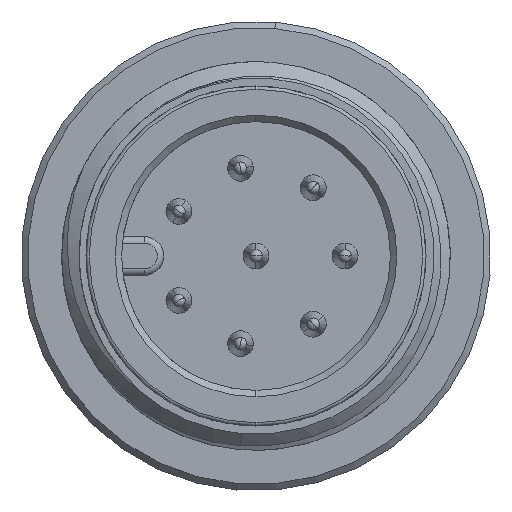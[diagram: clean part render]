
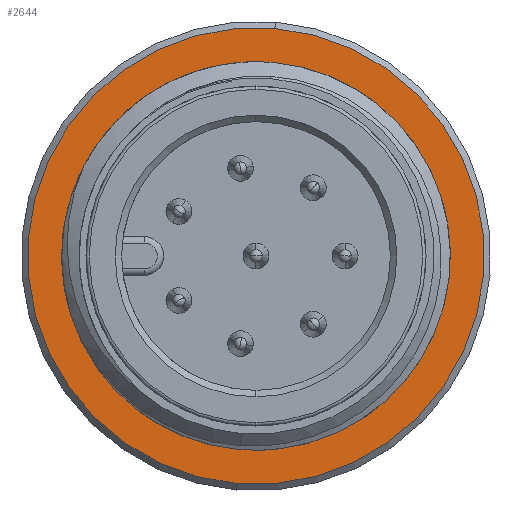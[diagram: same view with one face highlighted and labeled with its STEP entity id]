
A CAD part, left-side view. The second image highlights one B-rep face of the part: STEP entity #2644.
In plain terms, the highlighted planar face has unit normal (-1, 0, 0).
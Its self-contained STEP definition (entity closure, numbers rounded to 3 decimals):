
#193 = VERTEX_POINT ( 'NONE', #2688 ) ;
#372 = FACE_BOUND ( 'NONE', #3390, .T. ) ;
#431 = ORIENTED_EDGE ( 'NONE', *, *, #4706, .F. ) ;
#508 = EDGE_CURVE ( 'NONE', #5599, #4070, #2251, .T. ) ;
#1253 = DIRECTION ( 'NONE',  ( 0., 0., 1. ) ) ;
#1529 = EDGE_CURVE ( 'NONE', #4070, #5599, #5413, .T. ) ;
#1717 = AXIS2_PLACEMENT_3D ( 'NONE', #4801, #3056, #4392 ) ;
#1786 = EDGE_CURVE ( 'NONE', #193, #4265, #2175, .T. ) ;
#1870 = AXIS2_PLACEMENT_3D ( 'NONE', #2435, #4122, #5028 ) ;
#2175 = CIRCLE ( 'NONE', #4004, 6. ) ;
#2251 = CIRCLE ( 'NONE', #1717, 7.05 ) ;
#2375 = DIRECTION ( 'NONE',  ( 0., 0., -1. ) ) ;
#2435 = CARTESIAN_POINT ( 'NONE',  ( 7.4, 0., 0. ) ) ;
#2628 = CARTESIAN_POINT ( 'NONE',  ( 7.4, 0., -6. ) ) ;
#2644 = ADVANCED_FACE ( 'NONE', ( #3354, #372 ), #3728, .F. ) ;
#2647 = DIRECTION ( 'NONE',  ( -1., 0., 0. ) ) ;
#2688 = CARTESIAN_POINT ( 'NONE',  ( 7.4, 0., 6. ) ) ;
#2825 = DIRECTION ( 'NONE',  ( 1., 0., 0. ) ) ;
#3047 = CARTESIAN_POINT ( 'NONE',  ( 7.4, 0., 0. ) ) ;
#3056 = DIRECTION ( 'NONE',  ( -1., 0., 0. ) ) ;
#3179 = ORIENTED_EDGE ( 'NONE', *, *, #1529, .T. ) ;
#3257 = ORIENTED_EDGE ( 'NONE', *, *, #508, .T. ) ;
#3354 = FACE_OUTER_BOUND ( 'NONE', #4868, .T. ) ;
#3390 = EDGE_LOOP ( 'NONE', ( #5407, #431 ) ) ;
#3419 = CARTESIAN_POINT ( 'NONE',  ( 7.4, 0., -7.05 ) ) ;
#3526 = CARTESIAN_POINT ( 'NONE',  ( 7.4, 0., 7.05 ) ) ;
#3691 = CARTESIAN_POINT ( 'NONE',  ( 7.4, 6., 0. ) ) ;
#3728 = PLANE ( 'NONE',  #5333 ) ;
#3742 = DIRECTION ( 'NONE',  ( -1., 0., 0. ) ) ;
#3760 = CIRCLE ( 'NONE', #1870, 6. ) ;
#4004 = AXIS2_PLACEMENT_3D ( 'NONE', #3047, #2647, #1253 ) ;
#4070 = VERTEX_POINT ( 'NONE', #3419 ) ;
#4122 = DIRECTION ( 'NONE',  ( -1., 0., 0. ) ) ;
#4265 = VERTEX_POINT ( 'NONE', #2628 ) ;
#4392 = DIRECTION ( 'NONE',  ( 0., 0., -1. ) ) ;
#4706 = EDGE_CURVE ( 'NONE', #4265, #193, #3760, .T. ) ;
#4712 = AXIS2_PLACEMENT_3D ( 'NONE', #5041, #3742, #5084 ) ;
#4801 = CARTESIAN_POINT ( 'NONE',  ( 7.4, 0., 0. ) ) ;
#4868 = EDGE_LOOP ( 'NONE', ( #3179, #3257 ) ) ;
#5028 = DIRECTION ( 'NONE',  ( 0., 0., 1. ) ) ;
#5041 = CARTESIAN_POINT ( 'NONE',  ( 7.4, 0., 0. ) ) ;
#5084 = DIRECTION ( 'NONE',  ( 0., 0., -1. ) ) ;
#5333 = AXIS2_PLACEMENT_3D ( 'NONE', #3691, #2825, #2375 ) ;
#5407 = ORIENTED_EDGE ( 'NONE', *, *, #1786, .F. ) ;
#5413 = CIRCLE ( 'NONE', #4712, 7.05 ) ;
#5599 = VERTEX_POINT ( 'NONE', #3526 ) ;
